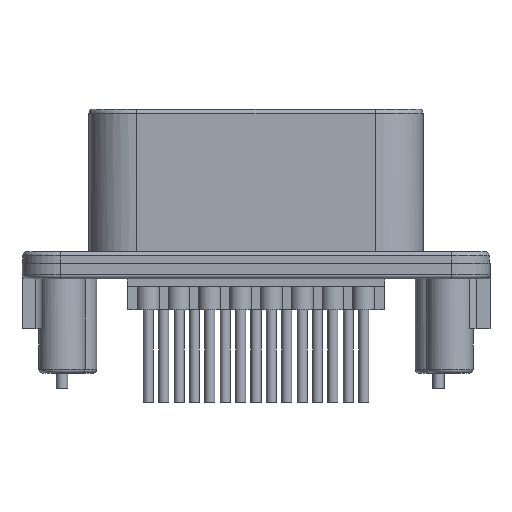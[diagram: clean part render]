
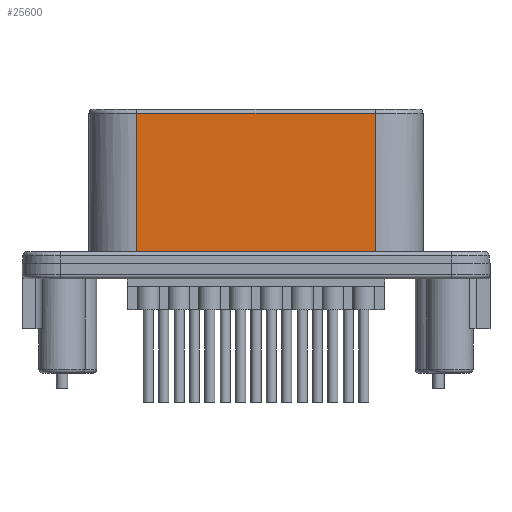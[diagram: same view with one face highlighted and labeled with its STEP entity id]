
A CAD part, front view. The second image highlights one B-rep face of the part: STEP entity #25600.
In plain terms, the highlighted planar face has unit normal (0, -1, 0).
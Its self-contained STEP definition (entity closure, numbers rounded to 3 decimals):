
#16734 = VERTEX_POINT('',#16735);
#16735 = CARTESIAN_POINT('',(4.5,-11.1,33.5));
#16759 = EDGE_CURVE('',#16734,#16760,#16762,.T.);
#16760 = VERTEX_POINT('',#16761);
#16761 = CARTESIAN_POINT('',(35.5,-11.1,33.5));
#16762 = LINE('',#16763,#16764);
#16763 = CARTESIAN_POINT('',(4.5,-11.1,33.5));
#16764 = VECTOR('',#16765,1.);
#16765 = DIRECTION('',(1.,0.,0.));
#17719 = VERTEX_POINT('',#17720);
#17720 = CARTESIAN_POINT('',(4.5,-11.1,14.));
#17727 = EDGE_CURVE('',#17719,#17728,#17730,.T.);
#17728 = VERTEX_POINT('',#17729);
#17729 = CARTESIAN_POINT('',(35.5,-11.1,14.));
#17730 = LINE('',#17731,#17732);
#17731 = CARTESIAN_POINT('',(4.5,-11.1,14.));
#17732 = VECTOR('',#17733,1.);
#17733 = DIRECTION('',(1.,0.,0.));
#25585 = EDGE_CURVE('',#16760,#17728,#25586,.T.);
#25586 = LINE('',#25587,#25588);
#25587 = CARTESIAN_POINT('',(35.5,-11.1,33.5));
#25588 = VECTOR('',#25589,1.);
#25589 = DIRECTION('',(0.,0.,-1.));
#25600 = ADVANCED_FACE('',(#25601),#25612,.T.);
#25601 = FACE_BOUND('',#25602,.F.);
#25602 = EDGE_LOOP('',(#25603,#25604,#25605,#25606));
#25603 = ORIENTED_EDGE('',*,*,#16759,.T.);
#25604 = ORIENTED_EDGE('',*,*,#25585,.T.);
#25605 = ORIENTED_EDGE('',*,*,#17727,.F.);
#25606 = ORIENTED_EDGE('',*,*,#25607,.F.);
#25607 = EDGE_CURVE('',#16734,#17719,#25608,.T.);
#25608 = LINE('',#25609,#25610);
#25609 = CARTESIAN_POINT('',(4.5,-11.1,33.5));
#25610 = VECTOR('',#25611,1.);
#25611 = DIRECTION('',(0.,0.,-1.));
#25612 = PLANE('',#25613);
#25613 = AXIS2_PLACEMENT_3D('',#25614,#25615,#25616);
#25614 = CARTESIAN_POINT('',(4.5,-11.1,34.));
#25615 = DIRECTION('',(0.,-1.,0.));
#25616 = DIRECTION('',(1.,0.,0.));
